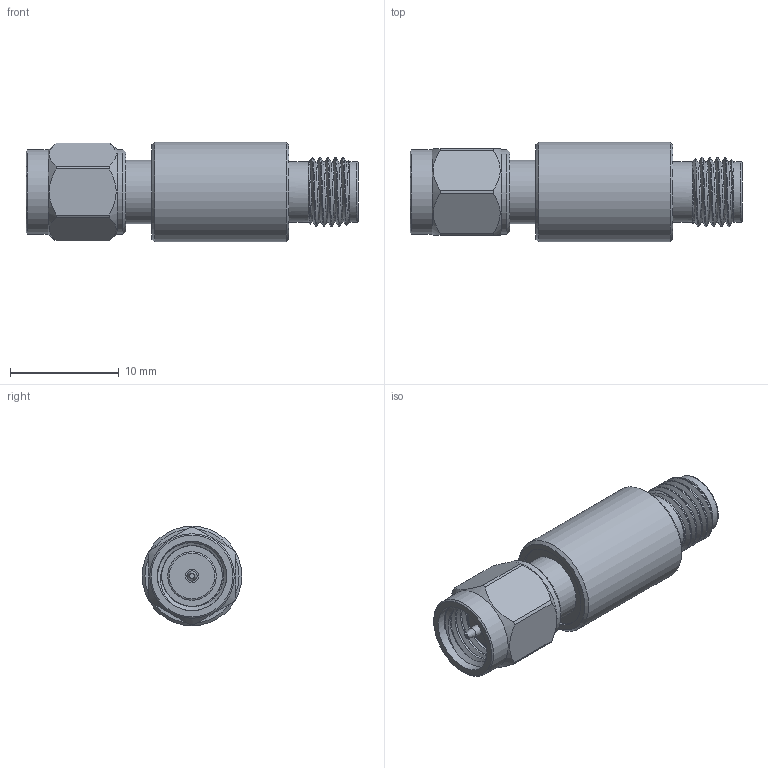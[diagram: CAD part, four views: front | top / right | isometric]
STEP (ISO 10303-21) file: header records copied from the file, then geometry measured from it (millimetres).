
FILE_DESCRIPTION (( 'STEP AP203' ), '1' );
FILE_NAME ('PE8210_3D.step', '2020-07-21T21:47:25', ( '' ), ( '' ), 'SwSTEP 2.0', 'SolidWorks 2018', '' );
FILE_SCHEMA (( 'CONFIG_CONTROL_DESIGN' ));
Length unit declared in the file: inch
Products named in the file (1): PE8210_3D
Bounding box: 30.48 x 9.14 x 9.14 mm (x, y, z)
Volume: 1383.7 mm3; surface area: 1195.3 mm2
Topology: 1 solids, 1 shells, 78 faces, 199 edges, 133 vertices
Faces by surface type: plane 30, cylinder 27, cone 13, bspline 7, torus 1
Full cylindrical faces by diameter (mm): 0.94 x2, 1.194 x2, 4.445 x1, 4.572 x1, 5.582 x2, 5.842 x1, 6.35 x6, 7.62 x1, 7.762 x2, 9.144 x1
Entity records: 5277 total; most frequent: CARTESIAN_POINT 3670, ORIENTED_EDGE 318, DIRECTION 280, EDGE_CURVE 159, VERTEX_POINT 123, AXIS2_PLACEMENT_3D 122, EDGE_LOOP 106, FACE_OUTER_BOUND 88
